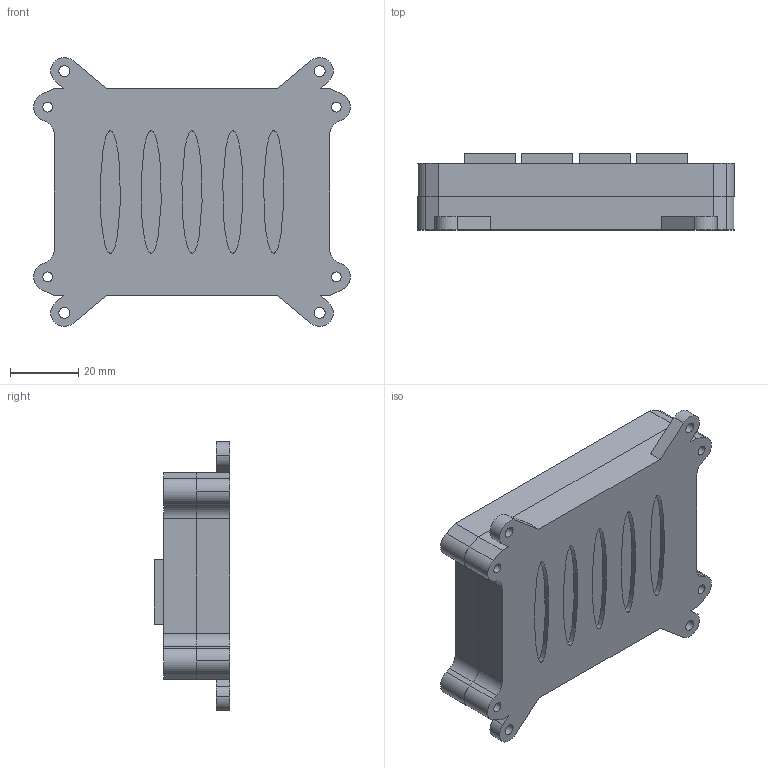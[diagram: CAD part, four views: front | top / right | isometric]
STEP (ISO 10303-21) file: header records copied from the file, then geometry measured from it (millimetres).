
FILE_DESCRIPTION (( 'STEP AP203' ), '1' );
FILE_NAME ('relay_case.STEP', '2017-05-10T03:54:38', ( '' ), ( '' ), 'SwSTEP 2.0', 'SolidWorks 2012', '' );
FILE_SCHEMA (( 'CONFIG_CONTROL_DESIGN' ));
Length unit declared in the file: millimetre
Products named in the file (4): relay_case; relay_case_top; relay_case_bottom; relay_board
Assembly tree (3 placements, depth 2):
  relay_case
    relay_board
    relay_case_bottom
    relay_case_top
Bounding box: 93 x 22.3 x 79 mm (x, y, z)
Volume: 55425.9 mm3; surface area: 44572 mm2
Topology: 3 solids, 3 shells, 423 faces, 1120 edges, 727 vertices
Faces by surface type: plane 237, cylinder 128, torus 24, cone 24, bspline 10
Entity records: 13860 total; most frequent: CARTESIAN_POINT 2664, DIRECTION 2244, ORIENTED_EDGE 2240, EDGE_CURVE 1120, LINE 750, VECTOR 750, AXIS2_PLACEMENT_3D 747, VERTEX_POINT 727
